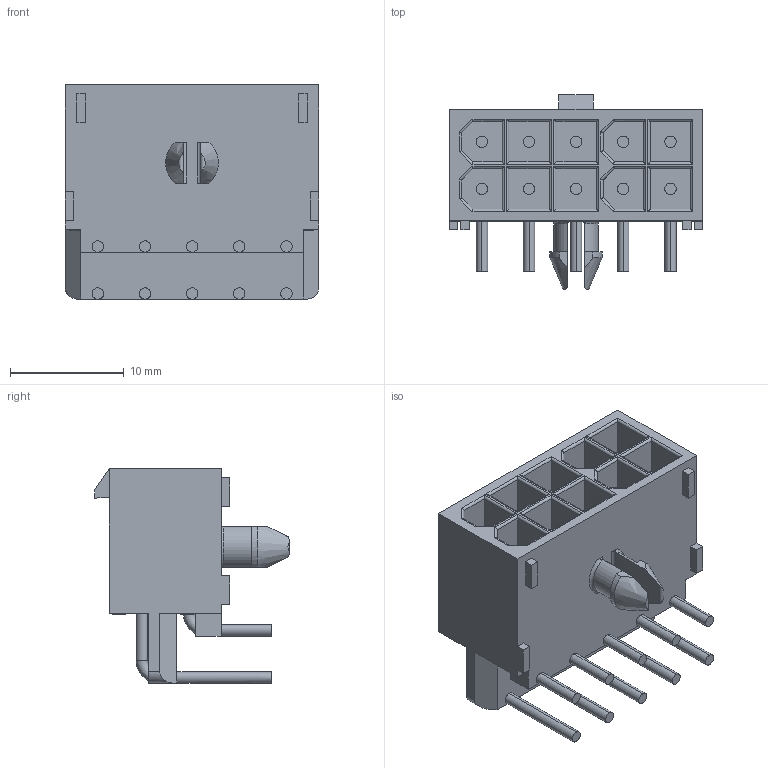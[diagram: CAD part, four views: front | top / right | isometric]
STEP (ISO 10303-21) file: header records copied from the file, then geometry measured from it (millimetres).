
FILE_DESCRIPTION((''),'2;1');
FILE_NAME('C-770971-1','2017-04-28T',('workeradm'),('Tyco Electronics Ltd.'),'CREO PARAMETRIC BY PTC INC, 2016050','CREO PARAMETRIC BY PTC INC, 2016050','');
FILE_SCHEMA(('AUTOMOTIVE_DESIGN { 1 0 10303 214 1 1 1 1 }'));
Length unit declared in the file: millimetre
Products named in the file (1): C-770971-1
Bounding box: 22.28 x 17.09 x 18.84 mm (x, y, z)
Volume: 2204.2 mm3; surface area: 3569.4 mm2
Topology: 1 solids, 1 shells, 437 faces, 1129 edges, 730 vertices
Faces by surface type: plane 290, cylinder 118, torus 27, cone 2
Entity records: 14004 total; most frequent: CARTESIAN_POINT 3163, ORIENTED_EDGE 2258, DIRECTION 2078, EDGE_CURVE 1129, VECTOR 872, LINE 872, VERTEX_POINT 730, AXIS2_PLACEMENT_3D 603
